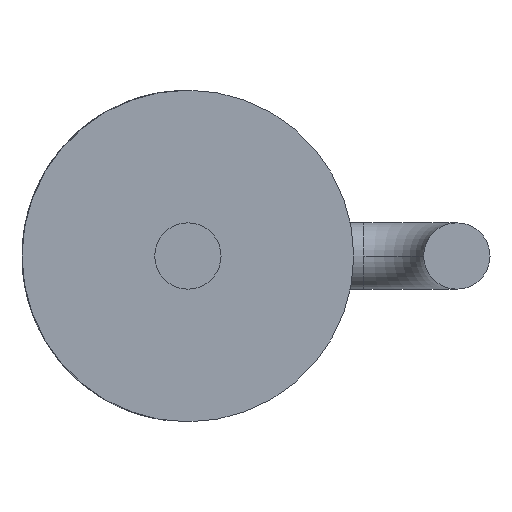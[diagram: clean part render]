
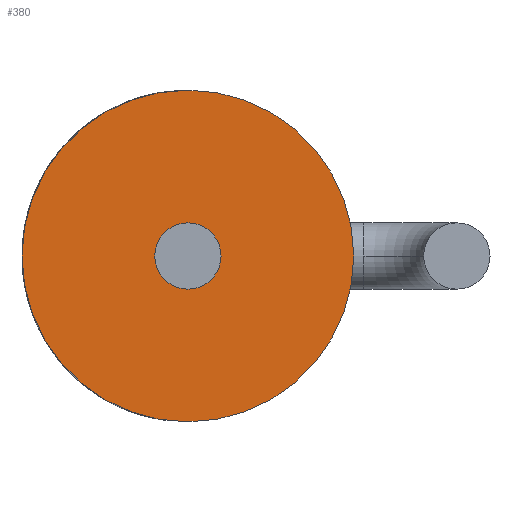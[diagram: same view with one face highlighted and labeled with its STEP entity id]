
A CAD part, front view. The second image highlights one B-rep face of the part: STEP entity #380.
In plain terms, the highlighted planar face has unit normal (0, -1, 0).
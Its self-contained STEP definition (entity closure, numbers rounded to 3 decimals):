
#219 = AXIS2_PLACEMENT_3D ( 'NONE', #450, #2636, #810 ) ;
#240 = ORIENTED_EDGE ( 'NONE', *, *, #1585, .F. ) ;
#380 = ADVANCED_FACE ( 'NONE', ( #862, #2444 ), #1732, .F. ) ;
#441 = AXIS2_PLACEMENT_3D ( 'NONE', #4779, #3292, #3707 ) ;
#450 = CARTESIAN_POINT ( 'NONE',  ( 0., 2., 0. ) ) ;
#551 = AXIS2_PLACEMENT_3D ( 'NONE', #2352, #3109, #2031 ) ;
#810 = DIRECTION ( 'NONE',  ( 0., 0., 1. ) ) ;
#862 = FACE_BOUND ( 'NONE', #1882, .T. ) ;
#927 = CARTESIAN_POINT ( 'NONE',  ( 0., 2., 0. ) ) ;
#944 = ORIENTED_EDGE ( 'NONE', *, *, #4681, .F. ) ;
#1080 = CIRCLE ( 'NONE', #219, 0.47 ) ;
#1085 = DIRECTION ( 'NONE',  ( 0., 1., 0. ) ) ;
#1119 = AXIS2_PLACEMENT_3D ( 'NONE', #927, #1085, #2204 ) ;
#1415 = VERTEX_POINT ( 'NONE', #3997 ) ;
#1585 = EDGE_CURVE ( 'NONE', #1415, #2722, #1626, .T. ) ;
#1626 = CIRCLE ( 'NONE', #441, 0.47 ) ;
#1732 = PLANE ( 'NONE',  #2966 ) ;
#1882 = EDGE_LOOP ( 'NONE', ( #240, #3604 ) ) ;
#2031 = DIRECTION ( 'NONE',  ( 0., 0., 1. ) ) ;
#2177 = CIRCLE ( 'NONE', #1119, 2.35 ) ;
#2204 = DIRECTION ( 'NONE',  ( 0., 0., 1. ) ) ;
#2352 = CARTESIAN_POINT ( 'NONE',  ( 0., 2., 0. ) ) ;
#2431 = EDGE_CURVE ( 'NONE', #2722, #1415, #1080, .T. ) ;
#2444 = FACE_OUTER_BOUND ( 'NONE', #3132, .T. ) ;
#2636 = DIRECTION ( 'NONE',  ( 0., -1., 0. ) ) ;
#2706 = CIRCLE ( 'NONE', #551, 2.35 ) ;
#2722 = VERTEX_POINT ( 'NONE', #3009 ) ;
#2801 = VERTEX_POINT ( 'NONE', #2967 ) ;
#2836 = DIRECTION ( 'NONE',  ( 0., 0., 1. ) ) ;
#2966 = AXIS2_PLACEMENT_3D ( 'NONE', #3580, #3227, #2836 ) ;
#2967 = CARTESIAN_POINT ( 'NONE',  ( 0., 2., 2.35 ) ) ;
#3009 = CARTESIAN_POINT ( 'NONE',  ( -0.47, 2., 0. ) ) ;
#3109 = DIRECTION ( 'NONE',  ( 0., 1., 0. ) ) ;
#3132 = EDGE_LOOP ( 'NONE', ( #3701, #944 ) ) ;
#3227 = DIRECTION ( 'NONE',  ( 0., 1., 0. ) ) ;
#3258 = CARTESIAN_POINT ( 'NONE',  ( 0., 2., -2.35 ) ) ;
#3292 = DIRECTION ( 'NONE',  ( 0., -1., 0. ) ) ;
#3580 = CARTESIAN_POINT ( 'NONE',  ( 0., 2., 0. ) ) ;
#3604 = ORIENTED_EDGE ( 'NONE', *, *, #2431, .F. ) ;
#3701 = ORIENTED_EDGE ( 'NONE', *, *, #4832, .F. ) ;
#3707 = DIRECTION ( 'NONE',  ( 0., 0., 1. ) ) ;
#3799 = VERTEX_POINT ( 'NONE', #3258 ) ;
#3997 = CARTESIAN_POINT ( 'NONE',  ( 0.47, 2., 0. ) ) ;
#4681 = EDGE_CURVE ( 'NONE', #2801, #3799, #2706, .T. ) ;
#4779 = CARTESIAN_POINT ( 'NONE',  ( 0., 2., 0. ) ) ;
#4832 = EDGE_CURVE ( 'NONE', #3799, #2801, #2177, .T. ) ;
